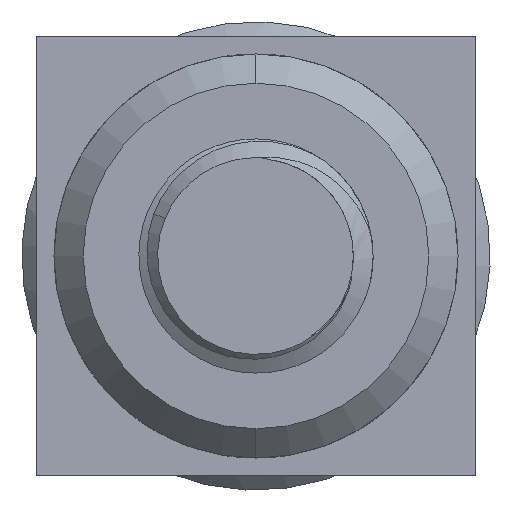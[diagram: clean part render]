
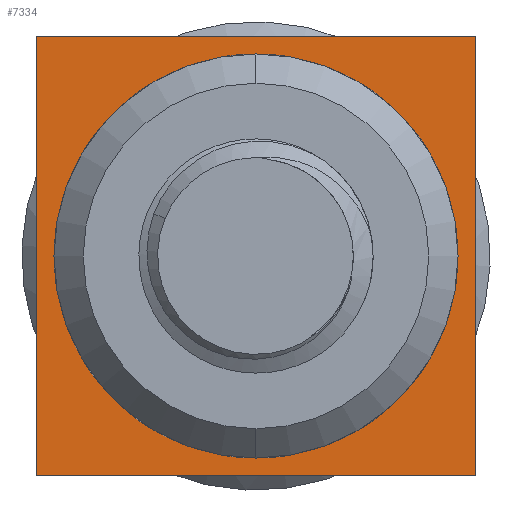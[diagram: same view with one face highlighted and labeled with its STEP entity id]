
A CAD part, left-side view. The second image highlights one B-rep face of the part: STEP entity #7334.
In plain terms, the highlighted planar face has unit normal (-1, 0, 0).
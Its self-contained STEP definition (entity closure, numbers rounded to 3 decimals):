
#109 = AXIS2_PLACEMENT_3D ( 'NONE', #236, #6946, #1801 ) ;
#195 = VERTEX_POINT ( 'NONE', #4709 ) ;
#236 = CARTESIAN_POINT ( 'NONE',  ( 6., 0., 0. ) ) ;
#320 = AXIS2_PLACEMENT_3D ( 'NONE', #4331, #1132, #8886 ) ;
#494 = FACE_BOUND ( 'NONE', #789, .T. ) ;
#789 = EDGE_LOOP ( 'NONE', ( #1322, #9482 ) ) ;
#897 = EDGE_CURVE ( 'NONE', #5315, #3471, #6751, .T. ) ;
#1128 = LINE ( 'NONE', #1183, #9822 ) ;
#1132 = DIRECTION ( 'NONE',  ( -1., 0., 0. ) ) ;
#1163 = PLANE ( 'NONE',  #9003 ) ;
#1183 = CARTESIAN_POINT ( 'NONE',  ( 6., 7.5, -7.5 ) ) ;
#1232 = CARTESIAN_POINT ( 'NONE',  ( 6., -7.5, 7.5 ) ) ;
#1322 = ORIENTED_EDGE ( 'NONE', *, *, #4187, .F. ) ;
#1774 = VERTEX_POINT ( 'NONE', #2368 ) ;
#1801 = DIRECTION ( 'NONE',  ( 0., 0., 1. ) ) ;
#1870 = DIRECTION ( 'NONE',  ( 0., -1., 0. ) ) ;
#2008 = CARTESIAN_POINT ( 'NONE',  ( 6., 0., 0. ) ) ;
#2231 = CIRCLE ( 'NONE', #109, 6.9 ) ;
#2368 = CARTESIAN_POINT ( 'NONE',  ( 6., 0., -6.9 ) ) ;
#2390 = EDGE_CURVE ( 'NONE', #3471, #195, #3626, .T. ) ;
#2424 = EDGE_CURVE ( 'NONE', #195, #9094, #1128, .T. ) ;
#2577 = EDGE_LOOP ( 'NONE', ( #4368, #2870, #7014, #7159 ) ) ;
#2870 = ORIENTED_EDGE ( 'NONE', *, *, #2424, .F. ) ;
#3471 = VERTEX_POINT ( 'NONE', #7698 ) ;
#3529 = DIRECTION ( 'NONE',  ( 0., 1., 0. ) ) ;
#3537 = CARTESIAN_POINT ( 'NONE',  ( 6., 7.5, 7.5 ) ) ;
#3626 = LINE ( 'NONE', #6693, #8547 ) ;
#3660 = EDGE_CURVE ( 'NONE', #6452, #1774, #8956, .T. ) ;
#4187 = EDGE_CURVE ( 'NONE', #1774, #6452, #2231, .T. ) ;
#4309 = FACE_OUTER_BOUND ( 'NONE', #2577, .T. ) ;
#4331 = CARTESIAN_POINT ( 'NONE',  ( 6., 0., 0. ) ) ;
#4368 = ORIENTED_EDGE ( 'NONE', *, *, #9528, .F. ) ;
#4709 = CARTESIAN_POINT ( 'NONE',  ( 6., 7.5, -7.5 ) ) ;
#5315 = VERTEX_POINT ( 'NONE', #1232 ) ;
#5893 = DIRECTION ( 'NONE',  ( 0., 0., 1. ) ) ;
#6223 = VECTOR ( 'NONE', #9738, 1000. ) ;
#6305 = VECTOR ( 'NONE', #1870, 1000. ) ;
#6340 = LINE ( 'NONE', #9377, #6305 ) ;
#6452 = VERTEX_POINT ( 'NONE', #6479 ) ;
#6479 = CARTESIAN_POINT ( 'NONE',  ( 6., 0., 6.9 ) ) ;
#6693 = CARTESIAN_POINT ( 'NONE',  ( 6., -7.5, -7.5 ) ) ;
#6751 = LINE ( 'NONE', #9035, #6223 ) ;
#6946 = DIRECTION ( 'NONE',  ( -1., 0., 0. ) ) ;
#7014 = ORIENTED_EDGE ( 'NONE', *, *, #2390, .F. ) ;
#7159 = ORIENTED_EDGE ( 'NONE', *, *, #897, .F. ) ;
#7329 = DIRECTION ( 'NONE',  ( 1., 0., 0. ) ) ;
#7334 = ADVANCED_FACE ( 'NONE', ( #494, #4309 ), #1163, .F. ) ;
#7698 = CARTESIAN_POINT ( 'NONE',  ( 6., -7.5, -7.5 ) ) ;
#8547 = VECTOR ( 'NONE', #3529, 1000. ) ;
#8820 = DIRECTION ( 'NONE',  ( 0., 0., -1. ) ) ;
#8886 = DIRECTION ( 'NONE',  ( 0., 0., 1. ) ) ;
#8956 = CIRCLE ( 'NONE', #320, 6.9 ) ;
#9003 = AXIS2_PLACEMENT_3D ( 'NONE', #2008, #7329, #8820 ) ;
#9035 = CARTESIAN_POINT ( 'NONE',  ( 6., -7.5, -7.5 ) ) ;
#9094 = VERTEX_POINT ( 'NONE', #3537 ) ;
#9377 = CARTESIAN_POINT ( 'NONE',  ( 6., -7.5, 7.5 ) ) ;
#9482 = ORIENTED_EDGE ( 'NONE', *, *, #3660, .F. ) ;
#9528 = EDGE_CURVE ( 'NONE', #9094, #5315, #6340, .T. ) ;
#9738 = DIRECTION ( 'NONE',  ( 0., 0., -1. ) ) ;
#9822 = VECTOR ( 'NONE', #5893, 1000. ) ;
